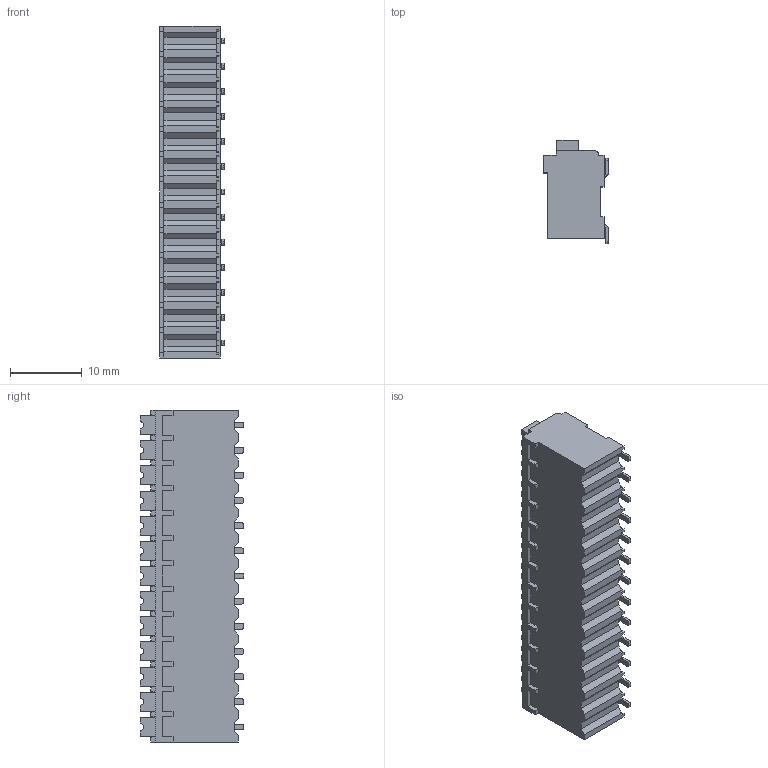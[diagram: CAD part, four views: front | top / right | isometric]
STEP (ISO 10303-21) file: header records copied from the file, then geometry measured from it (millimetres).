
FILE_DESCRIPTION((''),'2;1');
FILE_NAME('TLM-004RS-3_50-XXP-X','2024-09-29T',('sj'),(''),'PRO/ENGINEER BY PARAMETRIC TECHNOLOGY CORPORATION, 2015240','PRO/ENGINEER BY PARAMETRIC TECHNOLOGY CORPORATION, 2015240','');
FILE_SCHEMA(('CONFIG_CONTROL_DESIGN','SHAPE_APPEARANCE_LAYERS_GROUPS'));
Length unit declared in the file: millimetre
Products named in the file (1): TLM-004RS-3_50-XXP-X
Bounding box: 9 x 14.38 x 46.2 mm (x, y, z)
Volume: 3956.2 mm3; surface area: 3394.9 mm2
Topology: 1 solids, 1 shells, 1004 faces, 2889 edges, 1926 vertices
Faces by surface type: plane 834, cylinder 170
Entity records: 32869 total; most frequent: CARTESIAN_POINT 6209, ORIENTED_EDGE 5778, DIRECTION 5211, EDGE_CURVE 2889, VECTOR 2419, LINE 2419, VERTEX_POINT 1926, AXIS2_PLACEMENT_3D 1396
